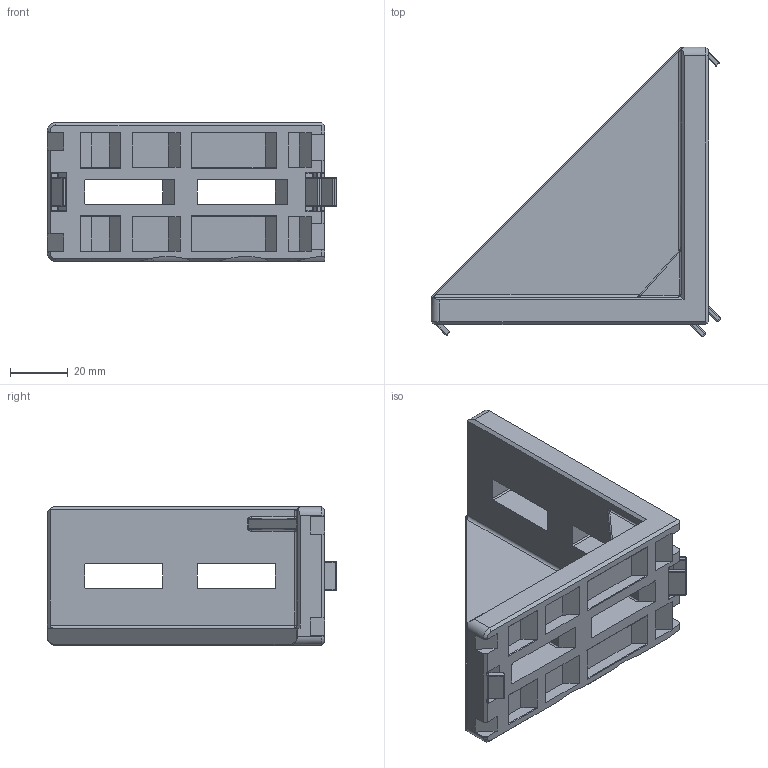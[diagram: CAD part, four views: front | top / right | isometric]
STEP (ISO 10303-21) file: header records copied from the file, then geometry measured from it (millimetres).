
FILE_DESCRIPTION((''),'2;1');
FILE_NAME('50x100 gusset only.ipt.stp','2011-06-02T21:58:12',(''),(''),'Autodesk Inventor 2011','Autodesk Inventor 2011','');
FILE_SCHEMA(('AUTOMOTIVE_DESIGN { 1 0 10303 214 1 1 1 1 }'));
Length unit declared in the file: millimetre
Products named in the file (1): 50x100 gusset only
Bounding box: 100.26 x 100.26 x 48 mm (x, y, z)
Volume: 82649.1 mm3; surface area: 32914.9 mm2
Topology: 1 solids, 1 shells, 488 faces, 1232 edges, 703 vertices
Faces by surface type: cylinder 194, plane 187, sphere 58, bspline 27, torus 18, cone 4
Entity records: 18478 total; most frequent: CARTESIAN_POINT 7344, ORIENTED_EDGE 2348, DIRECTION 2325, EDGE_CURVE 1174, AXIS2_PLACEMENT_3D 815, VERTEX_POINT 703, VECTOR 695, LINE 695
